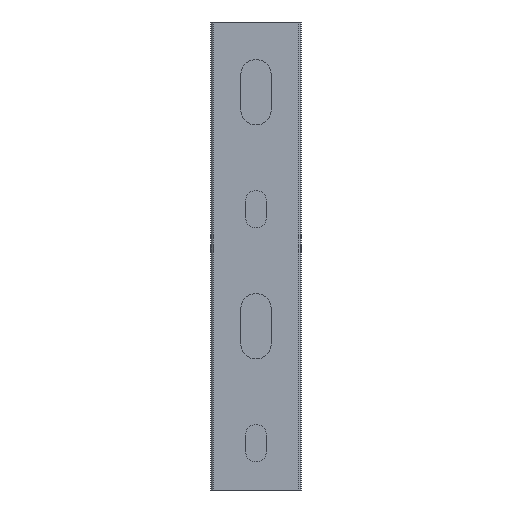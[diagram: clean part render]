
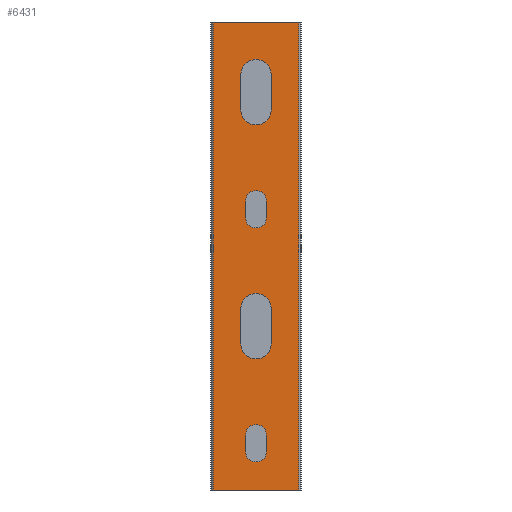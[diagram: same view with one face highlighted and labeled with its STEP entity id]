
A CAD part, front view. The second image highlights one B-rep face of the part: STEP entity #6431.
In plain terms, the highlighted planar face has unit normal (0, -1, 0).
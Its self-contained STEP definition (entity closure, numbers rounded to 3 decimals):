
#644=DIRECTION('',(1.,0.,0.));
#645=VECTOR('',#644,18.333);
#646=CARTESIAN_POINT('',(-9.166,0.,0.));
#647=LINE('47114',#646,#645);
#648=DIRECTION('',(0.,0.,-1.));
#649=VECTOR('',#648,100.);
#650=CARTESIAN_POINT('',(9.166,0.,0.));
#651=LINE('46984',#650,#649);
#652=DIRECTION('',(-1.,0.,0.));
#653=VECTOR('',#652,18.333);
#654=CARTESIAN_POINT('',(9.166,0.,-100.));
#655=LINE('47115',#654,#653);
#656=CARTESIAN_POINT('',(0.,0.,-11.25));
#657=DIRECTION('',(0.,-1.,0.));
#658=DIRECTION('',(1.,0.,0.));
#659=AXIS2_PLACEMENT_3D('',#656,#657,#658);
#661=DIRECTION('',(0.,0.,-1.));
#662=VECTOR('',#661,7.5);
#663=CARTESIAN_POINT('',(-3.25,0.,-11.25));
#664=LINE('6896',#663,#662);
#665=CARTESIAN_POINT('',(0.,0.,-18.75));
#666=DIRECTION('',(0.,-1.,0.));
#667=DIRECTION('',(-1.,0.,0.));
#668=AXIS2_PLACEMENT_3D('',#665,#666,#667);
#670=DIRECTION('',(0.,0.,1.));
#671=VECTOR('',#670,7.5);
#672=CARTESIAN_POINT('',(3.25,0.,-18.75));
#673=LINE('6899',#672,#671);
#674=CARTESIAN_POINT('',(0.,0.,-38.25));
#675=DIRECTION('',(0.,-1.,0.));
#676=DIRECTION('',(1.,0.,0.));
#677=AXIS2_PLACEMENT_3D('',#674,#675,#676);
#679=DIRECTION('',(0.,0.,-1.));
#680=VECTOR('',#679,3.5);
#681=CARTESIAN_POINT('',(-2.25,0.,-38.25));
#682=LINE('6902',#681,#680);
#683=CARTESIAN_POINT('',(0.,0.,-41.75));
#684=DIRECTION('',(0.,-1.,0.));
#685=DIRECTION('',(-1.,0.,0.));
#686=AXIS2_PLACEMENT_3D('',#683,#684,#685);
#688=DIRECTION('',(0.,0.,1.));
#689=VECTOR('',#688,3.5);
#690=CARTESIAN_POINT('',(2.25,0.,-41.75));
#691=LINE('6905',#690,#689);
#692=CARTESIAN_POINT('',(0.,0.,-61.25));
#693=DIRECTION('',(0.,-1.,0.));
#694=DIRECTION('',(1.,0.,0.));
#695=AXIS2_PLACEMENT_3D('',#692,#693,#694);
#697=DIRECTION('',(0.,0.,-1.));
#698=VECTOR('',#697,7.5);
#699=CARTESIAN_POINT('',(-3.25,0.,-61.25));
#700=LINE('6908',#699,#698);
#701=CARTESIAN_POINT('',(0.,0.,-68.75));
#702=DIRECTION('',(0.,-1.,0.));
#703=DIRECTION('',(-1.,0.,0.));
#704=AXIS2_PLACEMENT_3D('',#701,#702,#703);
#706=DIRECTION('',(0.,0.,1.));
#707=VECTOR('',#706,7.5);
#708=CARTESIAN_POINT('',(3.25,0.,-68.75));
#709=LINE('6911',#708,#707);
#710=CARTESIAN_POINT('',(0.,0.,-88.25));
#711=DIRECTION('',(0.,-1.,0.));
#712=DIRECTION('',(1.,0.,0.));
#713=AXIS2_PLACEMENT_3D('',#710,#711,#712);
#715=DIRECTION('',(0.,0.,-1.));
#716=VECTOR('',#715,3.5);
#717=CARTESIAN_POINT('',(-2.25,0.,-88.25));
#718=LINE('6914',#717,#716);
#719=CARTESIAN_POINT('',(0.,0.,-91.75));
#720=DIRECTION('',(0.,-1.,0.));
#721=DIRECTION('',(-1.,0.,0.));
#722=AXIS2_PLACEMENT_3D('',#719,#720,#721);
#724=DIRECTION('',(0.,0.,1.));
#725=VECTOR('',#724,3.5);
#726=CARTESIAN_POINT('',(2.25,0.,-91.75));
#727=LINE('6917',#726,#725);
#952=DIRECTION('',(0.,0.,-1.));
#953=VECTOR('',#952,100.);
#954=CARTESIAN_POINT('',(-9.166,0.,0.));
#955=LINE('47111',#954,#953);
#5231=CARTESIAN_POINT('',(-3.25,0.,-11.25));
#5232=CARTESIAN_POINT('',(-3.25,0.,-18.75));
#5233=VERTEX_POINT('',#5231);
#5234=VERTEX_POINT('',#5232);
#5235=CARTESIAN_POINT('',(3.25,0.,-18.75));
#5236=CARTESIAN_POINT('',(3.25,0.,-11.25));
#5237=VERTEX_POINT('',#5235);
#5238=VERTEX_POINT('',#5236);
#5239=CARTESIAN_POINT('',(-2.25,0.,-38.25));
#5240=CARTESIAN_POINT('',(-2.25,0.,-41.75));
#5241=VERTEX_POINT('',#5239);
#5242=VERTEX_POINT('',#5240);
#5243=CARTESIAN_POINT('',(2.25,0.,-41.75));
#5244=CARTESIAN_POINT('',(2.25,0.,-38.25));
#5245=VERTEX_POINT('',#5243);
#5246=VERTEX_POINT('',#5244);
#5247=CARTESIAN_POINT('',(-3.25,0.,-61.25));
#5248=CARTESIAN_POINT('',(-3.25,0.,-68.75));
#5249=VERTEX_POINT('',#5247);
#5250=VERTEX_POINT('',#5248);
#5251=CARTESIAN_POINT('',(3.25,0.,-68.75));
#5252=CARTESIAN_POINT('',(3.25,0.,-61.25));
#5253=VERTEX_POINT('',#5251);
#5254=VERTEX_POINT('',#5252);
#5255=CARTESIAN_POINT('',(-2.25,0.,-88.25));
#5256=CARTESIAN_POINT('',(-2.25,0.,-91.75));
#5257=VERTEX_POINT('',#5255);
#5258=VERTEX_POINT('',#5256);
#5259=CARTESIAN_POINT('',(2.25,0.,-91.75));
#5260=CARTESIAN_POINT('',(2.25,0.,-88.25));
#5261=VERTEX_POINT('',#5259);
#5262=VERTEX_POINT('',#5260);
#5785=CARTESIAN_POINT('',(9.166,0.,0.));
#5786=CARTESIAN_POINT('',(9.166,0.,-100.));
#5787=VERTEX_POINT('',#5785);
#5788=VERTEX_POINT('',#5786);
#5833=CARTESIAN_POINT('',(-9.166,0.,0.));
#5834=CARTESIAN_POINT('',(-9.166,0.,-100.));
#5835=VERTEX_POINT('',#5833);
#5836=VERTEX_POINT('',#5834);
#6379=CARTESIAN_POINT('',(-6.7,0.,0.));
#6380=DIRECTION('',(0.,-1.,0.));
#6381=DIRECTION('',(1.,0.,0.));
#6382=AXIS2_PLACEMENT_3D('',#6379,#6380,#6381);
#6383=PLANE('7485',#6382);
#6384=ORIENTED_EDGE('47114',*,*,#5844,.T.);
#6385=ORIENTED_EDGE('46984',*,*,#5880,.T.);
#6386=ORIENTED_EDGE('47115',*,*,#6364,.T.);
#6388=ORIENTED_EDGE('47111',*,*,#6387,.F.);
#6389=EDGE_LOOP('7485',(#6384,#6385,#6386,#6388));
#6390=FACE_OUTER_BOUND('7485',#6389,.F.);
#6392=ORIENTED_EDGE('21362',*,*,#6391,.T.);
#6394=ORIENTED_EDGE('6896',*,*,#6393,.T.);
#6396=ORIENTED_EDGE('21363',*,*,#6395,.T.);
#6398=ORIENTED_EDGE('6899',*,*,#6397,.T.);
#6399=EDGE_LOOP('7485',(#6392,#6394,#6396,#6398));
#6400=FACE_BOUND('7485',#6399,.F.);
#6402=ORIENTED_EDGE('21364',*,*,#6401,.T.);
#6404=ORIENTED_EDGE('6902',*,*,#6403,.T.);
#6406=ORIENTED_EDGE('21365',*,*,#6405,.T.);
#6408=ORIENTED_EDGE('6905',*,*,#6407,.T.);
#6409=EDGE_LOOP('7485',(#6402,#6404,#6406,#6408));
#6410=FACE_BOUND('7485',#6409,.F.);
#6412=ORIENTED_EDGE('21366',*,*,#6411,.T.);
#6414=ORIENTED_EDGE('6908',*,*,#6413,.T.);
#6416=ORIENTED_EDGE('21367',*,*,#6415,.T.);
#6418=ORIENTED_EDGE('6911',*,*,#6417,.T.);
#6419=EDGE_LOOP('7485',(#6412,#6414,#6416,#6418));
#6420=FACE_BOUND('7485',#6419,.F.);
#6422=ORIENTED_EDGE('21368',*,*,#6421,.T.);
#6424=ORIENTED_EDGE('6914',*,*,#6423,.T.);
#6426=ORIENTED_EDGE('21369',*,*,#6425,.T.);
#6428=ORIENTED_EDGE('6917',*,*,#6427,.T.);
#6429=EDGE_LOOP('7485',(#6422,#6424,#6426,#6428));
#6430=FACE_BOUND('7485',#6429,.F.);
#6431=ADVANCED_FACE('7485',(#6390,#6400,#6410,#6420,#6430),#6383,.T.);
#660=CIRCLE('21362',#659,3.25);
#669=CIRCLE('21363',#668,3.25);
#678=CIRCLE('21364',#677,2.25);
#687=CIRCLE('21365',#686,2.25);
#696=CIRCLE('21366',#695,3.25);
#705=CIRCLE('21367',#704,3.25);
#714=CIRCLE('21368',#713,2.25);
#723=CIRCLE('21369',#722,2.25);
#5844=EDGE_CURVE('47114',#5835,#5787,#647,.T.);
#5880=EDGE_CURVE('46984',#5787,#5788,#651,.T.);
#6364=EDGE_CURVE('47115',#5788,#5836,#655,.T.);
#6387=EDGE_CURVE('47111',#5835,#5836,#955,.T.);
#6391=EDGE_CURVE('21362',#5238,#5233,#660,.T.);
#6393=EDGE_CURVE('6896',#5233,#5234,#664,.T.);
#6395=EDGE_CURVE('21363',#5234,#5237,#669,.T.);
#6397=EDGE_CURVE('6899',#5237,#5238,#673,.T.);
#6401=EDGE_CURVE('21364',#5246,#5241,#678,.T.);
#6403=EDGE_CURVE('6902',#5241,#5242,#682,.T.);
#6405=EDGE_CURVE('21365',#5242,#5245,#687,.T.);
#6407=EDGE_CURVE('6905',#5245,#5246,#691,.T.);
#6411=EDGE_CURVE('21366',#5254,#5249,#696,.T.);
#6413=EDGE_CURVE('6908',#5249,#5250,#700,.T.);
#6415=EDGE_CURVE('21367',#5250,#5253,#705,.T.);
#6417=EDGE_CURVE('6911',#5253,#5254,#709,.T.);
#6421=EDGE_CURVE('21368',#5262,#5257,#714,.T.);
#6423=EDGE_CURVE('6914',#5257,#5258,#718,.T.);
#6425=EDGE_CURVE('21369',#5258,#5261,#723,.T.);
#6427=EDGE_CURVE('6917',#5261,#5262,#727,.T.);
